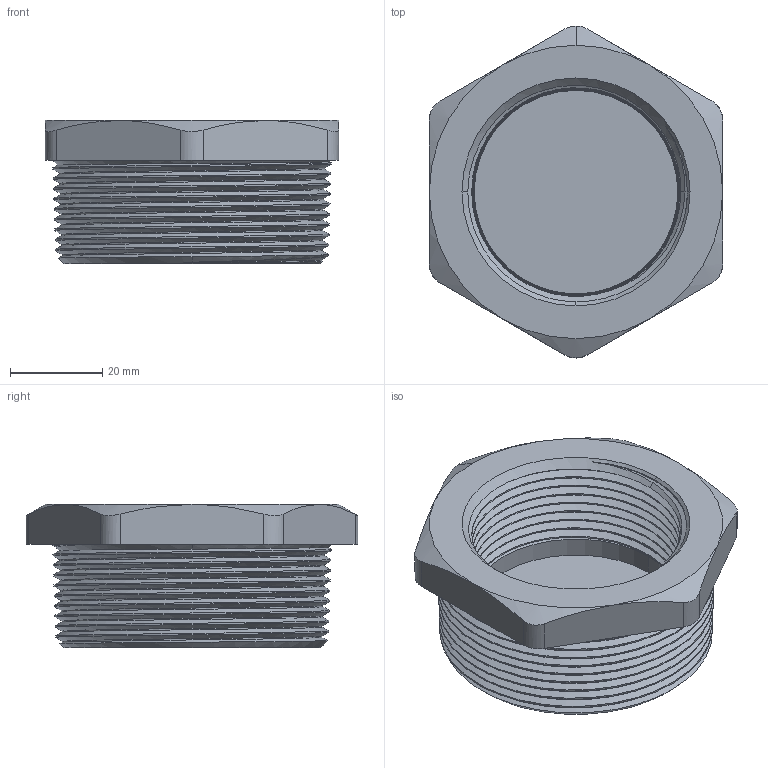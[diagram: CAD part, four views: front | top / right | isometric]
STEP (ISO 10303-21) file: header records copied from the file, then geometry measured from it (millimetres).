
FILE_DESCRIPTION (( 'STEP AP214' ), '1' );
FILE_NAME ('LM53-2440.STEP', '2024-01-30T00:27:39', ( '' ), ( '' ), 'SwSTEP 2.0', 'SolidWorks 2021', '' );
FILE_SCHEMA (( 'AUTOMOTIVE_DESIGN' ));
Length unit declared in the file: inch
Products named in the file (1): LM53-2440
Bounding box: 63.5 x 71.85 x 30.99 mm (x, y, z)
Volume: 46693.2 mm3; surface area: 20451.3 mm2
Topology: 1 solids, 1 shells, 93 faces, 253 edges, 162 vertices
Faces by surface type: cone 69, plane 10, cylinder 8, bspline 6
Entity records: 15465 total; most frequent: CARTESIAN_POINT 13348, ORIENTED_EDGE 500, DIRECTION 329, EDGE_CURVE 250, VERTEX_POINT 162, B_SPLINE_CURVE_WITH_KNOTS 134, AXIS2_PLACEMENT_3D 125, EDGE_LOOP 96
